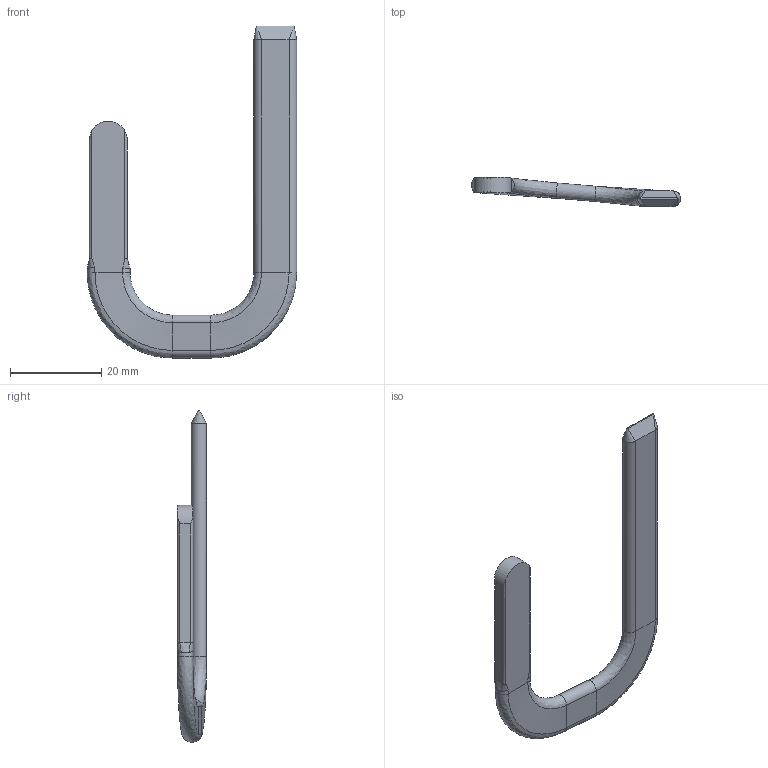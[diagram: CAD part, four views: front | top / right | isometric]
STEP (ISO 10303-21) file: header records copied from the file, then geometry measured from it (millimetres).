
FILE_DESCRIPTION(/* description */ (''),/* implementation_level */ '2;1');
FILE_NAME(/* name */ 'HEATPIPE-P3701-LIDLESS.stp',/* time_stamp */ '2023-11-01T20:45:54+03:00',/* author */ (''),/* organization */ (''),/* preprocessor_version */ 'ST-DEVELOPER v16.7',/* originating_system */ 'SIEMENS PLM Software NX 12.0',/* authorisation */ '');
FILE_SCHEMA (('AUTOMOTIVE_DESIGN { 1 0 10303 214 3 1 1 1 }'));
Length unit declared in the file: millimetre
Products named in the file (1): HEATPIPE-P3701-LIDLESS
Bounding box: 45.86 x 6.35 x 72.7 mm (x, y, z)
Volume: 911.1 mm3; surface area: 6068.8 mm2
Topology: 1 solids, 3 shells, 78 faces, 191 edges, 117 vertices
Faces by surface type: bspline 32, plane 24, cylinder 14, extrusion 8
Entity records: 4677 total; most frequent: CARTESIAN_POINT 3080, ORIENTED_EDGE 378, DIRECTION 221, EDGE_CURVE 189, VERTEX_POINT 117, VECTOR 97, LINE 89, B_SPLINE_CURVE_WITH_KNOTS 85
